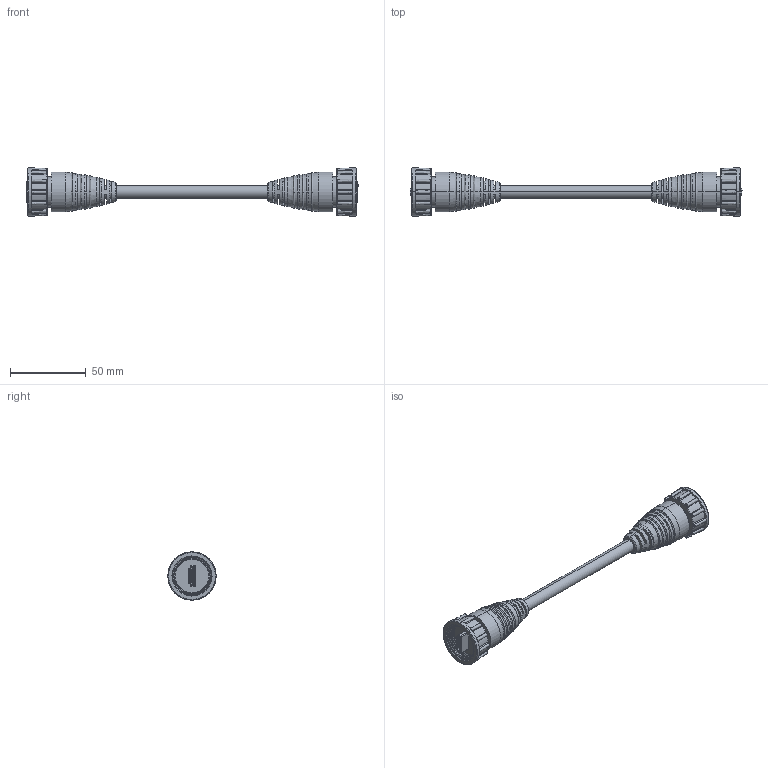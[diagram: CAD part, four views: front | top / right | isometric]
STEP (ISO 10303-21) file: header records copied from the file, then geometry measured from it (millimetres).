
FILE_DESCRIPTION (( 'STEP AP214' ), '1' );
FILE_NAME ('VHA00010.STEP', '2017-11-17T17:14:36', ( '' ), ( '' ), 'SwSTEP 2.0', 'SolidWorks 2014', '' );
FILE_SCHEMA (( 'AUTOMOTIVE_DESIGN' ));
Length unit declared in the file: millimetre
Products named in the file (3): VHA00010-MA2; VHA00010-MA1; VHA00010
Assembly tree (3 placements, depth 2):
  VHA00010
    VHA00010-MA1  x2
    VHA00010-MA2
Bounding box: 219.74 x 32 x 32 mm (x, y, z)
Volume: 5674.5 mm3; surface area: 22286.1 mm2
Topology: 1 solids, 5 shells, 1702 faces, 4722 edges, 2984 vertices
Faces by surface type: plane 1130, bspline 234, cylinder 190, cone 148
Entity records: 35983 total; most frequent: CARTESIAN_POINT 15060, ORIENTED_EDGE 4726, DIRECTION 3791, EDGE_CURVE 2364, VECTOR 1709, LINE 1709, VERTEX_POINT 1494, AXIS2_PLACEMENT_3D 1041
